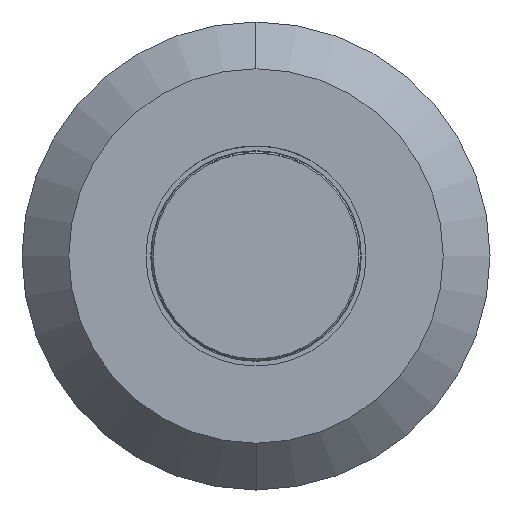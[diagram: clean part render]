
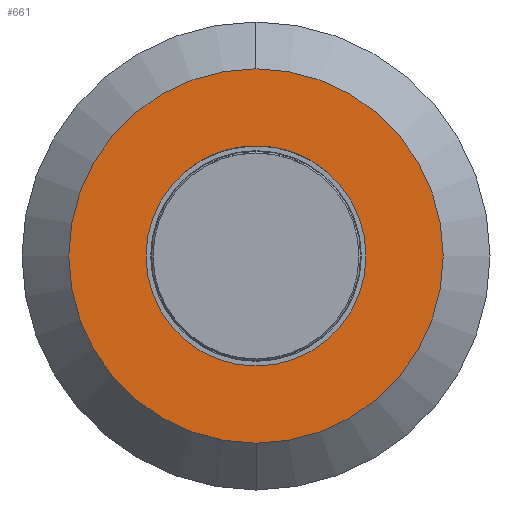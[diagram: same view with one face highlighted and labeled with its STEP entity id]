
A CAD part, front view. The second image highlights one B-rep face of the part: STEP entity #661.
In plain terms, the highlighted planar face has unit normal (0, -1, 0).
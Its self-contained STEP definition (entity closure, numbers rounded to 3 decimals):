
#145 = EDGE_CURVE ( 'Defeature ausgef�hrt1_6+Defeature ausgef�hrt1_7+Defeature ausgef�hrt1_7+Defeature ausgef�hrt1_7', #503, #2753, #1486, .T. ) ;
#230 = ORIENTED_EDGE ( 'NONE', *, *, #2826, .T. ) ;
#332 = EDGE_LOOP ( 'NONE', ( #4127, #1433 ) ) ;
#503 = VERTEX_POINT ( 'NONE', #1207 ) ;
#505 = EDGE_CURVE ( 'Defeature ausgef�hrt1_6+Defeature ausgef�hrt1_7+Defeature ausgef�hrt1_7+Defeature ausgef�hrt1_7', #2753, #503, #1377, .T. ) ;
#556 = VERTEX_POINT ( 'NONE', #1454 ) ;
#661 = ADVANCED_FACE ( 'Defeature ausgef�hrt1_7', ( #1854, #3332 ), #2935, .F. ) ;
#909 = DIRECTION ( 'NONE',  ( 0., 0., -1. ) ) ;
#1041 = AXIS2_PLACEMENT_3D ( 'NONE', #3232, #2290, #909 ) ;
#1048 = DIRECTION ( 'NONE',  ( 0., 1., 0. ) ) ;
#1161 = CIRCLE ( 'NONE', #1861, 2. ) ;
#1207 = CARTESIAN_POINT ( 'NONE',  ( 0., 38.1, 4. ) ) ;
#1369 = DIRECTION ( 'NONE',  ( 0., 0., -1. ) ) ;
#1377 = CIRCLE ( 'NONE', #3637, 4. ) ;
#1414 = EDGE_CURVE ( 'Defeature ausgef�hrt1_7+Defeature ausgef�hrt1_8+Defeature ausgef�hrt1_8+Defeature ausgef�hrt1_8', #556, #3060, #1161, .T. ) ;
#1433 = ORIENTED_EDGE ( 'NONE', *, *, #145, .F. ) ;
#1434 = AXIS2_PLACEMENT_3D ( 'NONE', #3750, #2849, #3095 ) ;
#1454 = CARTESIAN_POINT ( 'NONE',  ( 0., 38.1, 2. ) ) ;
#1486 = CIRCLE ( 'NONE', #1434, 4. ) ;
#1547 = CARTESIAN_POINT ( 'NONE',  ( 0., 38.1, 0. ) ) ;
#1736 = DIRECTION ( 'NONE',  ( 0., 0., -1. ) ) ;
#1854 = FACE_OUTER_BOUND ( 'NONE', #332, .T. ) ;
#1861 = AXIS2_PLACEMENT_3D ( 'NONE', #2983, #1048, #1736 ) ;
#1906 = CARTESIAN_POINT ( 'NONE',  ( 0., 38.1, -4. ) ) ;
#2164 = DIRECTION ( 'NONE',  ( 0., 0., -1. ) ) ;
#2290 = DIRECTION ( 'NONE',  ( 0., 1., 0. ) ) ;
#2753 = VERTEX_POINT ( 'NONE', #1906 ) ;
#2803 = CIRCLE ( 'NONE', #4008, 2. ) ;
#2826 = EDGE_CURVE ( 'Defeature ausgef�hrt1_7+Defeature ausgef�hrt1_8+Defeature ausgef�hrt1_8+Defeature ausgef�hrt1_8', #3060, #556, #2803, .T. ) ;
#2849 = DIRECTION ( 'NONE',  ( 0., 1., 0. ) ) ;
#2869 = CARTESIAN_POINT ( 'NONE',  ( 0., 38.1, -2. ) ) ;
#2935 = PLANE ( 'NONE',  #1041 ) ;
#2983 = CARTESIAN_POINT ( 'NONE',  ( 0., 38.1, 0. ) ) ;
#3060 = VERTEX_POINT ( 'NONE', #2869 ) ;
#3095 = DIRECTION ( 'NONE',  ( 0., 0., -1. ) ) ;
#3219 = EDGE_LOOP ( 'NONE', ( #230, #3263 ) ) ;
#3232 = CARTESIAN_POINT ( 'NONE',  ( -4., 38.1, 0. ) ) ;
#3263 = ORIENTED_EDGE ( 'NONE', *, *, #1414, .T. ) ;
#3332 = FACE_BOUND ( 'NONE', #3219, .T. ) ;
#3349 = CARTESIAN_POINT ( 'NONE',  ( 0., 38.1, 0. ) ) ;
#3637 = AXIS2_PLACEMENT_3D ( 'NONE', #1547, #3863, #2164 ) ;
#3750 = CARTESIAN_POINT ( 'NONE',  ( 0., 38.1, 0. ) ) ;
#3863 = DIRECTION ( 'NONE',  ( 0., 1., 0. ) ) ;
#4008 = AXIS2_PLACEMENT_3D ( 'NONE', #3349, #4013, #1369 ) ;
#4013 = DIRECTION ( 'NONE',  ( 0., 1., 0. ) ) ;
#4127 = ORIENTED_EDGE ( 'NONE', *, *, #505, .F. ) ;
